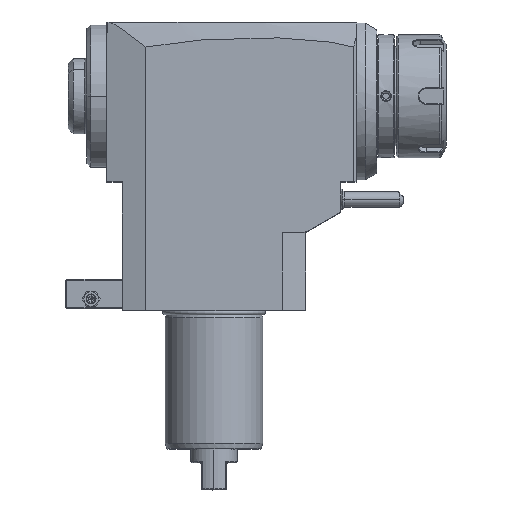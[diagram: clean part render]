
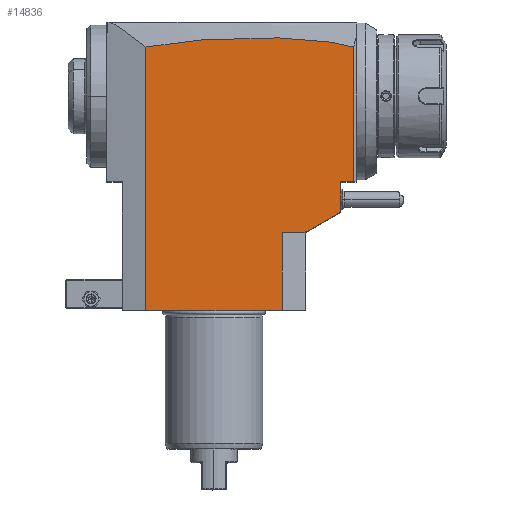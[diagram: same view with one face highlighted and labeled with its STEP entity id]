
A CAD part, top view. The second image highlights one B-rep face of the part: STEP entity #14836.
In plain terms, the highlighted planar face has unit normal (0, 0, 1).
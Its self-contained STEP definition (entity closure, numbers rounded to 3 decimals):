
#9=DIRECTION('',(-1.,0.,0.));
#10=VECTOR('',#9,70.);
#11=CARTESIAN_POINT('',(35.,0.,44.));
#12=LINE('',#11,#10);
#4540=DIRECTION('',(1.,0.,0.));
#4541=VECTOR('',#4540,11.);
#4542=CARTESIAN_POINT('',(35.,40.,44.));
#4543=LINE('',#4542,#4541);
#4556=DIRECTION('',(0.,1.,0.));
#4557=VECTOR('',#4556,40.);
#4558=CARTESIAN_POINT('',(35.,0.,44.));
#4559=LINE('',#4558,#4557);
#4588=DIRECTION('',(0.,-1.,0.));
#4589=VECTOR('',#4588,15.608);
#4590=CARTESIAN_POINT('',(65.,66.,44.));
#4591=LINE('',#4590,#4589);
#4592=DIRECTION('',(-0.866,-0.5,0.));
#4593=VECTOR('',#4592,20.785);
#4594=CARTESIAN_POINT('',(65.,50.392,44.));
#4595=LINE('',#4594,#4593);
#4596=DIRECTION('',(0.,1.,0.));
#4597=VECTOR('',#4596,0.577);
#4598=CARTESIAN_POINT('',(47.,40.,44.));
#4599=LINE('',#4598,#4597);
#4600=DIRECTION('',(0.866,0.5,0.));
#4601=VECTOR('',#4600,1.155);
#4602=CARTESIAN_POINT('',(46.,40.,44.));
#4603=LINE('',#4602,#4601);
#4604=DIRECTION('',(0.,1.,0.));
#4605=VECTOR('',#4604,135.17);
#4606=CARTESIAN_POINT('',(-35.,0.,44.));
#4607=LINE('',#4606,#4605);
#4608=CARTESIAN_POINT('',(71.5,135.054,44.));
#4609=CARTESIAN_POINT('',(71.147,135.178,44.));
#4610=CARTESIAN_POINT('',(70.415,135.42,44.));
#4611=CARTESIAN_POINT('',(69.23,135.772,44.));
#4612=CARTESIAN_POINT('',(67.992,136.104,44.));
#4613=CARTESIAN_POINT('',(66.721,136.413,44.));
#4614=CARTESIAN_POINT('',(65.441,136.697,44.));
#4615=CARTESIAN_POINT('',(64.089,136.974,44.));
#4616=CARTESIAN_POINT('',(62.607,137.252,44.));
#4617=CARTESIAN_POINT('',(60.932,137.538,44.));
#4618=CARTESIAN_POINT('',(59.018,137.835,44.));
#4619=CARTESIAN_POINT('',(56.853,138.135,44.));
#4620=CARTESIAN_POINT('',(54.428,138.434,44.));
#4621=CARTESIAN_POINT('',(51.709,138.727,44.));
#4622=CARTESIAN_POINT('',(48.638,139.011,44.));
#4623=CARTESIAN_POINT('',(45.161,139.281,44.));
#4624=CARTESIAN_POINT('',(41.194,139.529,44.));
#4625=CARTESIAN_POINT('',(36.683,139.741,44.));
#4626=CARTESIAN_POINT('',(31.72,139.897,44.));
#4627=CARTESIAN_POINT('',(26.421,139.981,44.));
#4628=CARTESIAN_POINT('',(20.977,139.986,44.));
#4629=CARTESIAN_POINT('',(15.46,139.91,44.));
#4630=CARTESIAN_POINT('',(9.916,139.756,44.));
#4631=CARTESIAN_POINT('',(4.329,139.52,44.));
#4632=CARTESIAN_POINT('',(-1.305,139.201,44.));
#4633=CARTESIAN_POINT('',(-6.671,138.816,44.));
#4634=CARTESIAN_POINT('',(-11.425,138.406,44.));
#4635=CARTESIAN_POINT('',(-15.698,137.979,44.));
#4636=CARTESIAN_POINT('',(-19.685,137.527,44.));
#4637=CARTESIAN_POINT('',(-23.579,137.031,44.));
#4638=CARTESIAN_POINT('',(-27.426,136.481,44.));
#4639=CARTESIAN_POINT('',(-31.229,135.869,44.));
#4640=CARTESIAN_POINT('',(-33.747,135.413,44.));
#4641=CARTESIAN_POINT('',(-35.,135.17,44.));
#4643=DIRECTION('',(0.,-1.,0.));
#4644=VECTOR('',#4643,69.054);
#4645=CARTESIAN_POINT('',(71.5,135.054,44.));
#4646=LINE('',#4645,#4644);
#4647=DIRECTION('',(1.,0.,0.));
#4648=VECTOR('',#4647,6.5);
#4649=CARTESIAN_POINT('',(65.,66.,44.));
#4650=LINE('',#4649,#4648);
#10098=VERTEX_POINT('',#4608);
#10099=VERTEX_POINT('',#4641);
#10111=CARTESIAN_POINT('',(71.5,66.,44.));
#10112=VERTEX_POINT('',#10111);
#10131=CARTESIAN_POINT('',(35.,40.,44.));
#10132=CARTESIAN_POINT('',(46.,40.,44.));
#10133=VERTEX_POINT('',#10131);
#10134=VERTEX_POINT('',#10132);
#10471=CARTESIAN_POINT('',(35.,0.,44.));
#10472=CARTESIAN_POINT('',(-35.,0.,44.));
#10473=VERTEX_POINT('',#10471);
#10474=VERTEX_POINT('',#10472);
#10485=CARTESIAN_POINT('',(65.,50.392,44.));
#10486=CARTESIAN_POINT('',(47.,40.,44.));
#10487=VERTEX_POINT('',#10485);
#10488=VERTEX_POINT('',#10486);
#10549=CARTESIAN_POINT('',(47.,40.577,44.));
#10551=VERTEX_POINT('',#10549);
#10631=CARTESIAN_POINT('',(65.,66.,44.));
#10632=VERTEX_POINT('',#10631);
#14814=CARTESIAN_POINT('',(-53.475,40.,44.));
#14815=DIRECTION('',(0.,0.,1.));
#14816=DIRECTION('',(1.,0.,0.));
#14817=AXIS2_PLACEMENT_3D('',#14814,#14815,#14816);
#14818=PLANE('',#14817);
#14820=ORIENTED_EDGE('',*,*,#14819,.F.);
#14822=ORIENTED_EDGE('',*,*,#14821,.T.);
#14823=ORIENTED_EDGE('',*,*,#14734,.T.);
#14825=ORIENTED_EDGE('',*,*,#14824,.T.);
#14827=ORIENTED_EDGE('',*,*,#14826,.F.);
#14828=ORIENTED_EDGE('',*,*,#14754,.F.);
#14829=ORIENTED_EDGE('',*,*,#14771,.F.);
#14830=ORIENTED_EDGE('',*,*,#10650,.T.);
#14831=ORIENTED_EDGE('',*,*,#10804,.T.);
#14832=ORIENTED_EDGE('',*,*,#11262,.F.);
#14833=ORIENTED_EDGE('',*,*,#11279,.T.);
#14834=EDGE_LOOP('',(#14820,#14822,#14823,#14825,#14827,#14828,#14829,#14830,
#14831,#14832,#14833));
#14835=FACE_OUTER_BOUND('',#14834,.F.);
#4642=B_SPLINE_CURVE_WITH_KNOTS('',3,(#4608,#4609,#4610,#4611,#4612,#4613,#4614,
#4615,#4616,#4617,#4618,#4619,#4620,#4621,#4622,#4623,#4624,#4625,#4626,#4627,
#4628,#4629,#4630,#4631,#4632,#4633,#4634,#4635,#4636,#4637,#4638,#4639,#4640,
#4641),.UNSPECIFIED.,.F.,.F.,(4,1,1,1,1,1,1,1,1,1,1,1,1,1,1,1,1,1,1,1,1,1,1,1,1,
1,1,1,1,1,1,4),(0.,0.032,0.065,0.097,
0.129,0.161,0.194,0.226,
0.258,0.29,0.323,0.355,
0.387,0.419,0.452,0.484,
0.516,0.548,0.581,0.613,
0.645,0.677,0.71,0.742,
0.774,0.806,0.839,0.871,
0.903,0.935,0.968,1.),.UNSPECIFIED.);
#10650=EDGE_CURVE('',#10473,#10474,#12,.T.);
#10804=EDGE_CURVE('',#10474,#10099,#4607,.T.);
#11262=EDGE_CURVE('',#10098,#10099,#4642,.T.);
#11279=EDGE_CURVE('',#10098,#10112,#4646,.T.);
#14734=EDGE_CURVE('',#10487,#10488,#4595,.T.);
#14754=EDGE_CURVE('',#10133,#10134,#4543,.T.);
#14771=EDGE_CURVE('',#10473,#10133,#4559,.T.);
#14819=EDGE_CURVE('',#10632,#10112,#4650,.T.);
#14821=EDGE_CURVE('',#10632,#10487,#4591,.T.);
#14824=EDGE_CURVE('',#10488,#10551,#4599,.T.);
#14826=EDGE_CURVE('',#10134,#10551,#4603,.T.);
#14836=ADVANCED_FACE('',(#14835),#14818,.T.);
